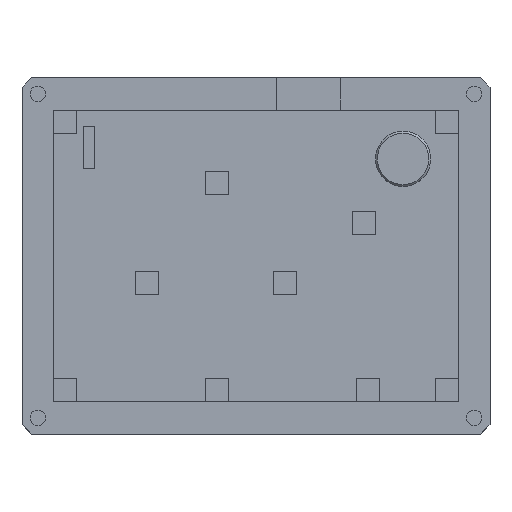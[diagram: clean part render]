
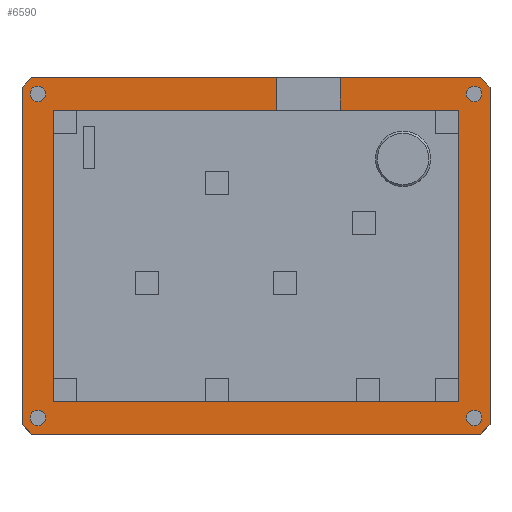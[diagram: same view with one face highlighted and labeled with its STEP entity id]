
A CAD part, top view. The second image highlights one B-rep face of the part: STEP entity #6590.
In plain terms, the highlighted planar face has unit normal (0, 0, 1).
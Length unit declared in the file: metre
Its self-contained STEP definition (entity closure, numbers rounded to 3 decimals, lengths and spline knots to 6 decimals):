
#545=LINE('',#8880,#1224);
#608=LINE('',#9260,#1287);
#609=LINE('',#9263,#1288);
#610=LINE('',#9265,#1289);
#611=LINE('',#9267,#1290);
#612=LINE('',#9269,#1291);
#613=LINE('',#9271,#1292);
#614=LINE('',#9272,#1293);
#615=LINE('',#9274,#1294);
#616=LINE('',#9276,#1295);
#617=LINE('',#9278,#1296);
#618=LINE('',#9280,#1297);
#619=LINE('',#9282,#1298);
#620=LINE('',#9284,#1299);
#621=LINE('',#9286,#1300);
#622=LINE('',#9288,#1301);
#1224=VECTOR('',#7399,1.);
#1287=VECTOR('',#7478,1.);
#1288=VECTOR('',#7479,1.);
#1289=VECTOR('',#7480,1.);
#1290=VECTOR('',#7481,1.);
#1291=VECTOR('',#7482,1.);
#1292=VECTOR('',#7483,1.);
#1293=VECTOR('',#7484,1.);
#1294=VECTOR('',#7485,1.);
#1295=VECTOR('',#7486,1.);
#1296=VECTOR('',#7487,1.);
#1297=VECTOR('',#7488,1.);
#1298=VECTOR('',#7489,1.);
#1299=VECTOR('',#7490,1.);
#1300=VECTOR('',#7491,1.);
#1301=VECTOR('',#7492,1.);
#2093=ORIENTED_EDGE('',*,*,#4082,.F.);
#2094=ORIENTED_EDGE('',*,*,#4083,.F.);
#2095=ORIENTED_EDGE('',*,*,#4084,.F.);
#2096=ORIENTED_EDGE('',*,*,#4085,.F.);
#2097=ORIENTED_EDGE('',*,*,#4086,.T.);
#2098=ORIENTED_EDGE('',*,*,#4087,.T.);
#2099=ORIENTED_EDGE('',*,*,#4088,.F.);
#2100=ORIENTED_EDGE('',*,*,#4089,.T.);
#2101=ORIENTED_EDGE('',*,*,#4090,.T.);
#2102=ORIENTED_EDGE('',*,*,#4091,.T.);
#2103=ORIENTED_EDGE('',*,*,#3956,.T.);
#2104=ORIENTED_EDGE('',*,*,#4092,.T.);
#2105=ORIENTED_EDGE('',*,*,#4093,.F.);
#2106=ORIENTED_EDGE('',*,*,#4094,.T.);
#2107=ORIENTED_EDGE('',*,*,#4095,.F.);
#2108=ORIENTED_EDGE('',*,*,#4096,.F.);
#2109=ORIENTED_EDGE('',*,*,#4097,.T.);
#2110=ORIENTED_EDGE('',*,*,#4098,.T.);
#2111=ORIENTED_EDGE('',*,*,#4099,.F.);
#2112=ORIENTED_EDGE('',*,*,#4100,.F.);
#3956=EDGE_CURVE('',#4955,#4954,#545,.T.);
#4082=EDGE_CURVE('',#5080,#5080,#5501,.T.);
#4083=EDGE_CURVE('',#5081,#5081,#5502,.T.);
#4084=EDGE_CURVE('',#5082,#5082,#5503,.T.);
#4085=EDGE_CURVE('',#5083,#5083,#5504,.T.);
#4086=EDGE_CURVE('',#5084,#5085,#608,.T.);
#4087=EDGE_CURVE('',#5085,#5086,#609,.T.);
#4088=EDGE_CURVE('',#5087,#5086,#610,.T.);
#4089=EDGE_CURVE('',#5087,#5088,#611,.T.);
#4090=EDGE_CURVE('',#5088,#5089,#612,.T.);
#4091=EDGE_CURVE('',#5089,#4955,#613,.F.);
#4092=EDGE_CURVE('',#4954,#5090,#614,.T.);
#4093=EDGE_CURVE('',#5091,#5090,#615,.T.);
#4094=EDGE_CURVE('',#5091,#5092,#616,.F.);
#4095=EDGE_CURVE('',#5093,#5092,#617,.T.);
#4096=EDGE_CURVE('',#5094,#5093,#618,.T.);
#4097=EDGE_CURVE('',#5094,#5095,#619,.T.);
#4098=EDGE_CURVE('',#5095,#5096,#620,.T.);
#4099=EDGE_CURVE('',#5097,#5096,#621,.T.);
#4100=EDGE_CURVE('',#5084,#5097,#622,.T.);
#4954=VERTEX_POINT('',#8879);
#4955=VERTEX_POINT('',#8881);
#5080=VERTEX_POINT('',#9253);
#5081=VERTEX_POINT('',#9255);
#5082=VERTEX_POINT('',#9257);
#5083=VERTEX_POINT('',#9259);
#5084=VERTEX_POINT('',#9261);
#5085=VERTEX_POINT('',#9262);
#5086=VERTEX_POINT('',#9264);
#5087=VERTEX_POINT('',#9266);
#5088=VERTEX_POINT('',#9268);
#5089=VERTEX_POINT('',#9270);
#5090=VERTEX_POINT('',#9273);
#5091=VERTEX_POINT('',#9275);
#5092=VERTEX_POINT('',#9277);
#5093=VERTEX_POINT('',#9279);
#5094=VERTEX_POINT('',#9281);
#5095=VERTEX_POINT('',#9283);
#5096=VERTEX_POINT('',#9285);
#5097=VERTEX_POINT('',#9287);
#5501=CIRCLE('',#7010,0.0017);
#5502=CIRCLE('',#7011,0.0017);
#5503=CIRCLE('',#7012,0.0017);
#5504=CIRCLE('',#7013,0.0017);
#5565=EDGE_LOOP('',(#2093));
#5566=EDGE_LOOP('',(#2094));
#5567=EDGE_LOOP('',(#2095));
#5568=EDGE_LOOP('',(#2096));
#5569=EDGE_LOOP('',(#2097,#2098,#2099,#2100,#2101,#2102,#2103,#2104,#2105,
#2106,#2107,#2108,#2109,#2110,#2111,#2112));
#5982=FACE_BOUND('',#5565,.T.);
#5983=FACE_BOUND('',#5566,.T.);
#5984=FACE_BOUND('',#5567,.T.);
#5985=FACE_BOUND('',#5568,.T.);
#5986=FACE_BOUND('',#5569,.T.);
#6370=PLANE('',#7009);
#6590=ADVANCED_FACE('',(#5982,#5983,#5984,#5985,#5986),#6370,.T.);
#7009=AXIS2_PLACEMENT_3D('',#9251,#7468,#7469);
#7010=AXIS2_PLACEMENT_3D('',#9252,#7470,#7471);
#7011=AXIS2_PLACEMENT_3D('',#9254,#7472,#7473);
#7012=AXIS2_PLACEMENT_3D('',#9256,#7474,#7475);
#7013=AXIS2_PLACEMENT_3D('',#9258,#7476,#7477);
#7399=DIRECTION('',(1.,0.,0.));
#7468=DIRECTION('',(0.,0.,1.));
#7469=DIRECTION('',(1.,0.,0.));
#7470=DIRECTION('',(0.,0.,1.));
#7471=DIRECTION('',(1.,0.,0.));
#7472=DIRECTION('',(0.,0.,1.));
#7473=DIRECTION('',(1.,0.,0.));
#7474=DIRECTION('',(0.,0.,1.));
#7475=DIRECTION('',(1.,0.,0.));
#7476=DIRECTION('',(0.,0.,1.));
#7477=DIRECTION('',(1.,0.,0.));
#7478=DIRECTION('',(1.,0.,0.));
#7479=DIRECTION('',(0.,1.,0.));
#7480=DIRECTION('',(1.,0.,0.));
#7481=DIRECTION('',(-0.707,-0.707,0.));
#7482=DIRECTION('',(0.,-1.,0.));
#7483=DIRECTION('',(-0.707,0.707,0.));
#7484=DIRECTION('',(0.707,0.707,0.));
#7485=DIRECTION('',(0.,-1.,0.));
#7486=DIRECTION('',(0.707,-0.707,0.));
#7487=DIRECTION('',(1.,0.,0.));
#7488=DIRECTION('',(0.,1.,0.));
#7489=DIRECTION('',(1.,0.,0.));
#7490=DIRECTION('',(0.,-1.,0.));
#7491=DIRECTION('',(1.,0.,0.));
#7492=DIRECTION('',(0.,-1.,0.));
#8879=CARTESIAN_POINT('',(0.04885,-0.0387,0.015));
#8880=CARTESIAN_POINT('',(0.,-0.0387,0.015));
#8881=CARTESIAN_POINT('',(-0.04885,-0.0387,0.015));
#9251=CARTESIAN_POINT('',(0.,0.,0.015));
#9252=CARTESIAN_POINT('',(0.0474,0.0352,0.015));
#9253=CARTESIAN_POINT('',(0.0491,0.0352,0.015));
#9254=CARTESIAN_POINT('',(-0.0474,-0.0352,0.015));
#9255=CARTESIAN_POINT('',(-0.0457,-0.0352,0.015));
#9256=CARTESIAN_POINT('',(0.0474,-0.0352,0.015));
#9257=CARTESIAN_POINT('',(0.0491,-0.0352,0.015));
#9258=CARTESIAN_POINT('',(-0.0474,0.0352,0.015));
#9259=CARTESIAN_POINT('',(-0.0457,0.0352,0.015));
#9260=CARTESIAN_POINT('',(0.,0.0317,0.015));
#9261=CARTESIAN_POINT('',(-0.04395,0.0317,0.015));
#9262=CARTESIAN_POINT('',(0.00435,0.0317,0.015));
#9263=CARTESIAN_POINT('',(0.00435,0.0307,0.015));
#9264=CARTESIAN_POINT('',(0.00435,0.0387,0.015));
#9265=CARTESIAN_POINT('',(0.,0.0387,0.015));
#9266=CARTESIAN_POINT('',(-0.04885,0.0387,0.015));
#9267=CARTESIAN_POINT('',(-0.043775,0.043775,0.015));
#9268=CARTESIAN_POINT('',(-0.05085,0.0367,0.015));
#9269=CARTESIAN_POINT('',(-0.05085,0.,0.015));
#9270=CARTESIAN_POINT('',(-0.05085,-0.0367,0.015));
#9271=CARTESIAN_POINT('',(-0.043775,-0.043775,0.015));
#9272=CARTESIAN_POINT('',(0.043775,-0.043775,0.015));
#9273=CARTESIAN_POINT('',(0.05085,-0.0367,0.015));
#9274=CARTESIAN_POINT('',(0.05085,0.,0.015));
#9275=CARTESIAN_POINT('',(0.05085,0.0367,0.015));
#9276=CARTESIAN_POINT('',(0.043775,0.043775,0.015));
#9277=CARTESIAN_POINT('',(0.04885,0.0387,0.015));
#9278=CARTESIAN_POINT('',(0.,0.0387,0.015));
#9279=CARTESIAN_POINT('',(0.01835,0.0387,0.015));
#9280=CARTESIAN_POINT('',(0.01835,0.0307,0.015));
#9281=CARTESIAN_POINT('',(0.01835,0.0317,0.015));
#9282=CARTESIAN_POINT('',(0.,0.0317,0.015));
#9283=CARTESIAN_POINT('',(0.04395,0.0317,0.015));
#9284=CARTESIAN_POINT('',(0.04395,0.,0.015));
#9285=CARTESIAN_POINT('',(0.04395,-0.0317,0.015));
#9286=CARTESIAN_POINT('',(0.,-0.0317,0.015));
#9287=CARTESIAN_POINT('',(-0.04395,-0.0317,0.015));
#9288=CARTESIAN_POINT('',(-0.04395,0.,0.015));
